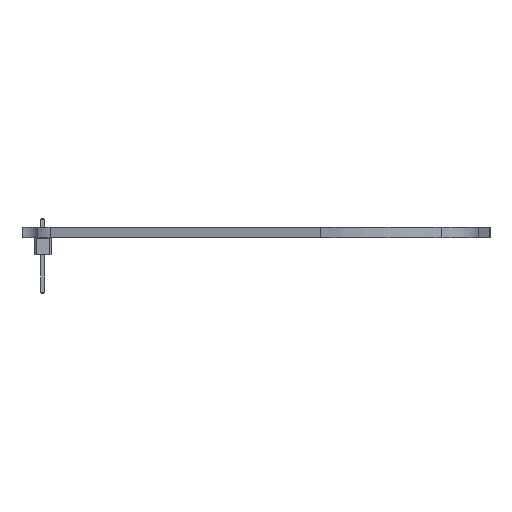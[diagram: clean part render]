
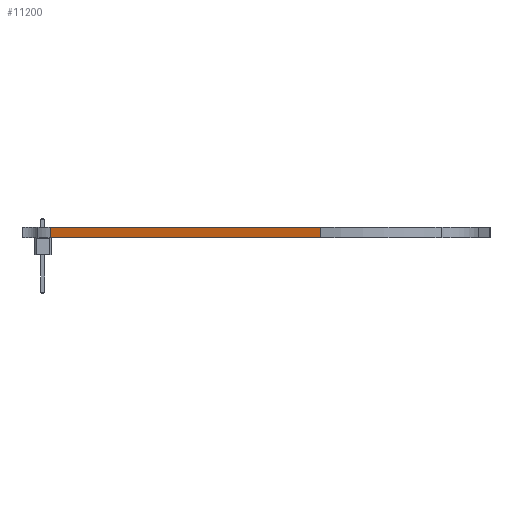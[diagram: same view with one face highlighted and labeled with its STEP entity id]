
A CAD part, left-side view. The second image highlights one B-rep face of the part: STEP entity #11200.
In plain terms, the highlighted planar face has unit normal (-0.966, 0.26, 0).
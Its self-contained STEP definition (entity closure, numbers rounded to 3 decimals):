
#4935 = PLANE('',#4936);
#4936 = AXIS2_PLACEMENT_3D('',#4937,#4938,#4939);
#4937 = CARTESIAN_POINT('',(148.438,-83.415,1.6));
#4938 = DIRECTION('',(-0.,-0.,-1.));
#4939 = DIRECTION('',(-1.,0.,0.));
#4989 = PLANE('',#4990);
#4990 = AXIS2_PLACEMENT_3D('',#4991,#4992,#4993);
#4991 = CARTESIAN_POINT('',(148.438,-83.415,0.));
#4992 = DIRECTION('',(-0.,-0.,-1.));
#4993 = DIRECTION('',(-1.,0.,0.));
#5187 = VERTEX_POINT('',#5188);
#5188 = CARTESIAN_POINT('',(70.66,-92.873,0.));
#5207 = CYLINDRICAL_SURFACE('',#5208,20.59);
#5208 = AXIS2_PLACEMENT_3D('',#5209,#5210,#5211);
#5209 = CARTESIAN_POINT('',(90.488,-98.425,0.));
#5210 = DIRECTION('',(-0.,-0.,-1.));
#5211 = DIRECTION('',(1.,0.,-0.));
#5219 = EDGE_CURVE('',#5187,#5220,#5222,.T.);
#5220 = VERTEX_POINT('',#5221);
#5221 = CARTESIAN_POINT('',(81.863,-51.176,0.));
#5222 = SURFACE_CURVE('',#5223,(#5227,#5234),.PCURVE_S1.);
#5223 = LINE('',#5224,#5225);
#5224 = CARTESIAN_POINT('',(70.66,-92.873,0.));
#5225 = VECTOR('',#5226,1.);
#5226 = DIRECTION('',(0.259,0.966,0.));
#5227 = PCURVE('',#4989,#5228);
#5228 = DEFINITIONAL_REPRESENTATION('',(#5229),#5233);
#5229 = LINE('',#5230,#5231);
#5230 = CARTESIAN_POINT('',(77.778,-9.459));
#5231 = VECTOR('',#5232,1.);
#5232 = DIRECTION('',(-0.259,0.966));
#5233 = ( GEOMETRIC_REPRESENTATION_CONTEXT(2) 
PARAMETRIC_REPRESENTATION_CONTEXT() REPRESENTATION_CONTEXT('2D SPACE',''
  ) );
#5234 = PCURVE('',#5235,#5240);
#5235 = PLANE('',#5236);
#5236 = AXIS2_PLACEMENT_3D('',#5237,#5238,#5239);
#5237 = CARTESIAN_POINT('',(70.66,-92.873,0.));
#5238 = DIRECTION('',(-0.966,0.259,0.));
#5239 = DIRECTION('',(0.259,0.966,0.));
#5240 = DEFINITIONAL_REPRESENTATION('',(#5241),#5245);
#5241 = LINE('',#5242,#5243);
#5242 = CARTESIAN_POINT('',(0.,0.));
#5243 = VECTOR('',#5244,1.);
#5244 = DIRECTION('',(1.,0.));
#5245 = ( GEOMETRIC_REPRESENTATION_CONTEXT(2) 
PARAMETRIC_REPRESENTATION_CONTEXT() REPRESENTATION_CONTEXT('2D SPACE',''
  ) );
#5268 = CYLINDRICAL_SURFACE('',#5269,5.583);
#5269 = AXIS2_PLACEMENT_3D('',#5270,#5271,#5272);
#5270 = CARTESIAN_POINT('',(87.313,-52.388,0.));
#5271 = DIRECTION('',(-0.,-0.,-1.));
#5272 = DIRECTION('',(1.,0.,-0.));
#8371 = VERTEX_POINT('',#8372);
#8372 = CARTESIAN_POINT('',(70.66,-92.873,1.6));
#8398 = EDGE_CURVE('',#8371,#8399,#8401,.T.);
#8399 = VERTEX_POINT('',#8400);
#8400 = CARTESIAN_POINT('',(81.863,-51.176,1.6));
#8401 = SURFACE_CURVE('',#8402,(#8406,#8413),.PCURVE_S1.);
#8402 = LINE('',#8403,#8404);
#8403 = CARTESIAN_POINT('',(70.66,-92.873,1.6));
#8404 = VECTOR('',#8405,1.);
#8405 = DIRECTION('',(0.259,0.966,0.));
#8406 = PCURVE('',#4935,#8407);
#8407 = DEFINITIONAL_REPRESENTATION('',(#8408),#8412);
#8408 = LINE('',#8409,#8410);
#8409 = CARTESIAN_POINT('',(77.778,-9.459));
#8410 = VECTOR('',#8411,1.);
#8411 = DIRECTION('',(-0.259,0.966));
#8412 = ( GEOMETRIC_REPRESENTATION_CONTEXT(2) 
PARAMETRIC_REPRESENTATION_CONTEXT() REPRESENTATION_CONTEXT('2D SPACE',''
  ) );
#8413 = PCURVE('',#5235,#8414);
#8414 = DEFINITIONAL_REPRESENTATION('',(#8415),#8419);
#8415 = LINE('',#8416,#8417);
#8416 = CARTESIAN_POINT('',(0.,-1.6));
#8417 = VECTOR('',#8418,1.);
#8418 = DIRECTION('',(1.,0.));
#8419 = ( GEOMETRIC_REPRESENTATION_CONTEXT(2) 
PARAMETRIC_REPRESENTATION_CONTEXT() REPRESENTATION_CONTEXT('2D SPACE',''
  ) );
#11150 = EDGE_CURVE('',#5187,#8371,#11151,.T.);
#11151 = SURFACE_CURVE('',#11152,(#11156,#11163),.PCURVE_S1.);
#11152 = LINE('',#11153,#11154);
#11153 = CARTESIAN_POINT('',(70.66,-92.873,0.));
#11154 = VECTOR('',#11155,1.);
#11155 = DIRECTION('',(0.,0.,1.));
#11156 = PCURVE('',#5207,#11157);
#11157 = DEFINITIONAL_REPRESENTATION('',(#11158),#11162);
#11158 = LINE('',#11159,#11160);
#11159 = CARTESIAN_POINT('',(-2.869,0.));
#11160 = VECTOR('',#11161,1.);
#11161 = DIRECTION('',(-0.,-1.));
#11162 = ( GEOMETRIC_REPRESENTATION_CONTEXT(2) 
PARAMETRIC_REPRESENTATION_CONTEXT() REPRESENTATION_CONTEXT('2D SPACE',''
  ) );
#11163 = PCURVE('',#5235,#11164);
#11164 = DEFINITIONAL_REPRESENTATION('',(#11165),#11169);
#11165 = LINE('',#11166,#11167);
#11166 = CARTESIAN_POINT('',(0.,0.));
#11167 = VECTOR('',#11168,1.);
#11168 = DIRECTION('',(0.,-1.));
#11169 = ( GEOMETRIC_REPRESENTATION_CONTEXT(2) 
PARAMETRIC_REPRESENTATION_CONTEXT() REPRESENTATION_CONTEXT('2D SPACE',''
  ) );
#11200 = ADVANCED_FACE('',(#11201),#5235,.T.);
#11201 = FACE_BOUND('',#11202,.T.);
#11202 = EDGE_LOOP('',(#11203,#11204,#11205,#11226));
#11203 = ORIENTED_EDGE('',*,*,#11150,.T.);
#11204 = ORIENTED_EDGE('',*,*,#8398,.T.);
#11205 = ORIENTED_EDGE('',*,*,#11206,.F.);
#11206 = EDGE_CURVE('',#5220,#8399,#11207,.T.);
#11207 = SURFACE_CURVE('',#11208,(#11212,#11219),.PCURVE_S1.);
#11208 = LINE('',#11209,#11210);
#11209 = CARTESIAN_POINT('',(81.863,-51.176,0.));
#11210 = VECTOR('',#11211,1.);
#11211 = DIRECTION('',(0.,0.,1.));
#11212 = PCURVE('',#5235,#11213);
#11213 = DEFINITIONAL_REPRESENTATION('',(#11214),#11218);
#11214 = LINE('',#11215,#11216);
#11215 = CARTESIAN_POINT('',(43.176,0.));
#11216 = VECTOR('',#11217,1.);
#11217 = DIRECTION('',(0.,-1.));
#11218 = ( GEOMETRIC_REPRESENTATION_CONTEXT(2) 
PARAMETRIC_REPRESENTATION_CONTEXT() REPRESENTATION_CONTEXT('2D SPACE',''
  ) );
#11219 = PCURVE('',#5268,#11220);
#11220 = DEFINITIONAL_REPRESENTATION('',(#11221),#11225);
#11221 = LINE('',#11222,#11223);
#11222 = CARTESIAN_POINT('',(-2.923,0.));
#11223 = VECTOR('',#11224,1.);
#11224 = DIRECTION('',(-0.,-1.));
#11225 = ( GEOMETRIC_REPRESENTATION_CONTEXT(2) 
PARAMETRIC_REPRESENTATION_CONTEXT() REPRESENTATION_CONTEXT('2D SPACE',''
  ) );
#11226 = ORIENTED_EDGE('',*,*,#5219,.F.);
